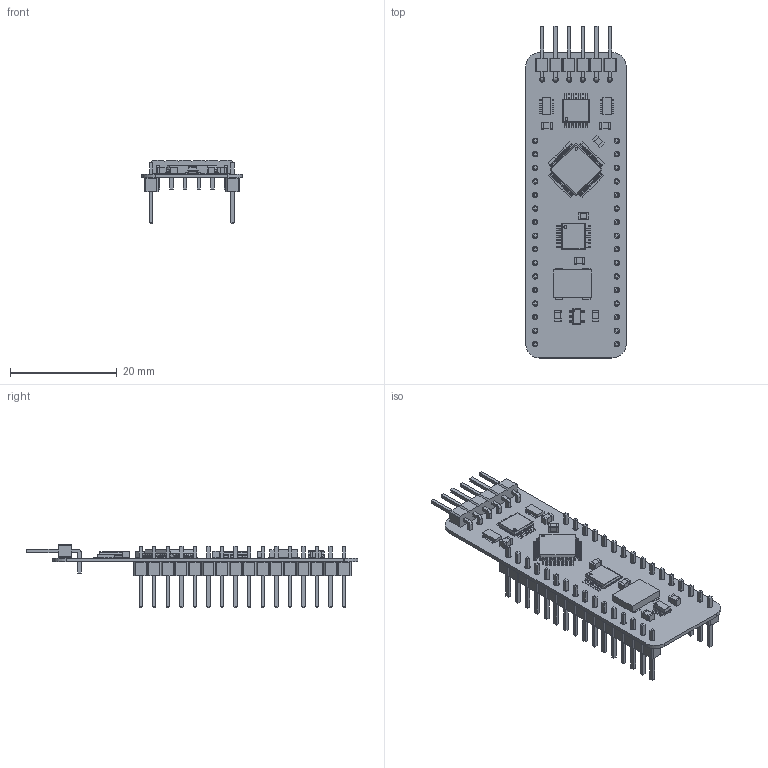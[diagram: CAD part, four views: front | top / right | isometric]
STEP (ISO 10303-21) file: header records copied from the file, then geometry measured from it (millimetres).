
FILE_DESCRIPTION(('KiCad electronic assembly'),'2;1');
FILE_NAME('TTL5V UART.step','2025-01-05T20:24:17',('Pcbnew'),('Kicad'), 'Open CASCADE STEP processor 7.8','KiCad to STEP converter','Unknown' );
FILE_SCHEMA(('AUTOMOTIVE_DESIGN { 1 0 10303 214 1 1 1 1 }'));
Length unit declared in the file: millimetre
Products named in the file (18): TTL5V UART 1; PinHeader_1x06_P2.54mm_Horizontal; PinHeader_1x06_P254mm_Horizontal; C_0805_2012Metric; CAY16-470J4LF; ASSEMBLY; 74LVC74APW,118; ADV7125KSTZ50; AD7280ABSTZ; LFSPXO058610Reel; AP7365-33WG-7; PinHeader_1x16_P2.54mm_Vertical; PinHeader_1x16_P254mm_Vertical; TTL5V_PCB
Assembly tree (26 placements, depth 3):
  TTL5V UART 1
    PinHeader_1x06_P2.54mm_Horizontal
      PinHeader_1x06_P254mm_Horizontal
    C_0805_2012Metric  x7
      C_0805_2012Metric
    CAY16-470J4LF  x2
      ASSEMBLY
    74LVC74APW,118  x2
      ASSEMBLY
    ADV7125KSTZ50
      AD7280ABSTZ
    LFSPXO058610Reel
      ASSEMBLY
    AP7365-33WG-7
      ASSEMBLY
    PinHeader_1x16_P2.54mm_Vertical  x2
      PinHeader_1x16_P254mm_Vertical
    TTL5V_PCB
Bounding box: 18.8 x 62.14 x 11.88 mm (x, y, z)
Volume: 1679.6 mm3; surface area: 4830.8 mm2
Topology: 120 solids, 120 shells, 2573 faces, 6361 edges, 4122 vertices
Faces by surface type: plane 2119, cylinder 454
Full cylindrical faces by diameter (mm): 0.2 x1, 0.55 x2, 1 x38
Entity records: 61552 total; most frequent: CARTESIAN_POINT 9010, ORIENTED_EDGE 8756, DIRECTION 8592, EDGE_CURVE 4378, LINE 3732, VECTOR 3732, VERTEX_POINT 2848, AXIS2_PLACEMENT_3D 2430
